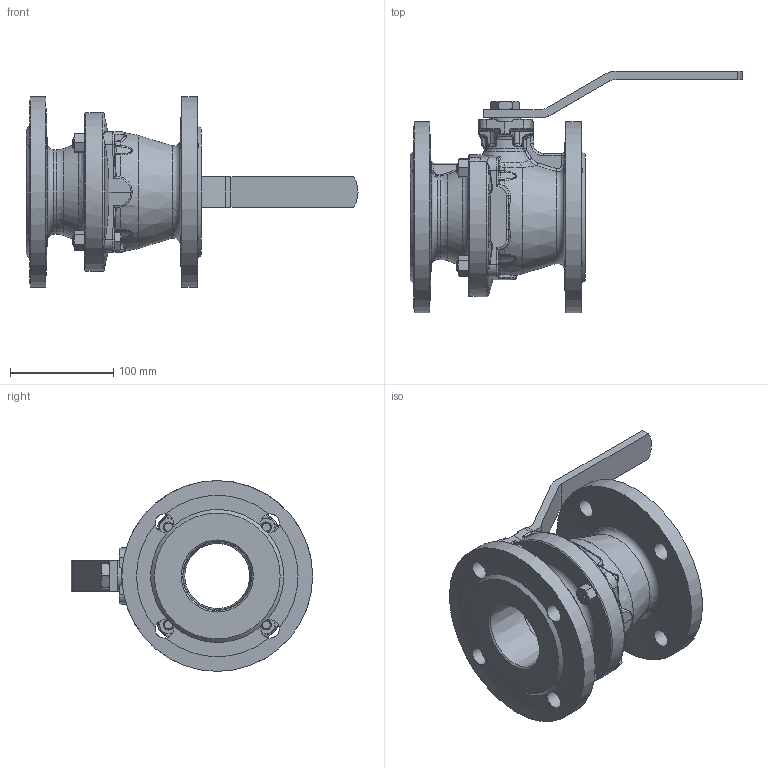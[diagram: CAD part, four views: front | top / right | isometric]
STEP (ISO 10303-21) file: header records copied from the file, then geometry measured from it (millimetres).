
FILE_DESCRIPTION( ( 'Unknown' ), '1' );
FILE_NAME( '4.170.065.stp', 'Unknown', ( 'Unknown' ), ( 'Unknown' ), 'PSStep 13.0', 'Unknown', ' ' );
FILE_SCHEMA( ( 'AUTOMOTIVE_DESIGN { 1 0 10303 214 1 1 1 1 }' ) );
Length unit declared in the file: millimetre
Products named in the file (2): Assem1; B2.DN065
Bounding box: 322 x 234.03 x 185 mm (x, y, z)
Volume: 3532247.7 mm3; surface area: 481913.9 mm2
Topology: 2 solids, 10 shells, 1526 faces, 3838 edges, 2320 vertices
Faces by surface type: cylinder 416, bspline 416, plane 370, cone 208, torus 94, sphere 22
Full cylindrical faces by diameter (mm): 7 x8, 8.5 x6, 10 x16, 11 x8, 18 x16, 29.4 x2, 30.5 x2, 63 x2, 185 x4
Entity records: 39178 total; most frequent: CARTESIAN_POINT 17162, ORIENTED_EDGE 3646, DIRECTION 2828, EDGE_CURVE 1823, AXIS2_PLACEMENT_3D 1198, VERTEX_POINT 1130, EDGE_LOOP 859, FACE_OUTER_BOUND 796
